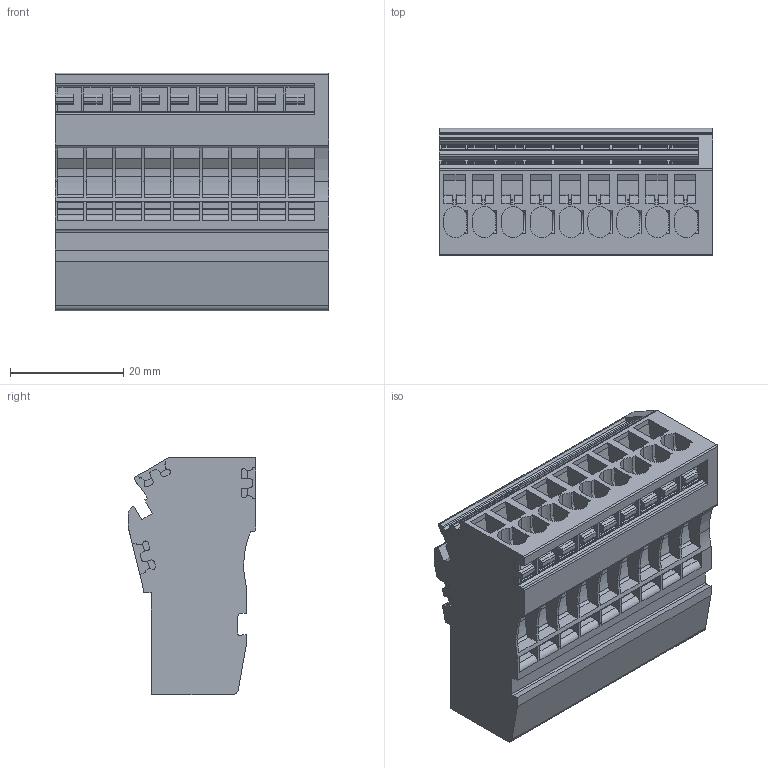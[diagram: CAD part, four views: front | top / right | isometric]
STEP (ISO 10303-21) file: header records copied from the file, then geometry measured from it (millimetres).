
FILE_DESCRIPTION(('CATIA V5R24 STEP','CAx-IF Rec.Pracs.--- Model Styling and Organization---1.2---2011-12-15'),'2;1');
FILE_NAME ('375213_1', '2016-12-07T09:47:16+00:00', ('Weidmueller Interface'), ('Weidmueller'), 'CATIA Version 5-6 Release 2014 SP4 HF52', 'CATIA V5 STEP AP214', 'none');
FILE_SCHEMA(('AUTOMOTIVE_DESIGN { 1 0 10303 214 1 1 1 1 }'));
Products named in the file (1): v5-standard_part
Bounding box: 48.4 x 22.55 x 42 mm (x, y, z)
Volume: 26717.2 mm3; surface area: 17038.4 mm2
Topology: 1 solids, 1 shells, 1798 faces, 5237 edges, 3486 vertices
Faces by surface type: plane 1236, cylinder 562
Entity records: 60295 total; most frequent: CARTESIAN_POINT 11130, ORIENTED_EDGE 10474, DIRECTION 8706, EDGE_CURVE 5237, VECTOR 3951, LINE 3951, VERTEX_POINT 3486, AXIS2_PLACEMENT_3D 2973
